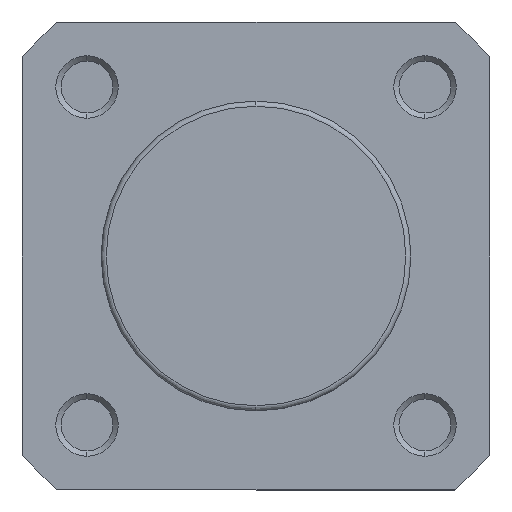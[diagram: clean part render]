
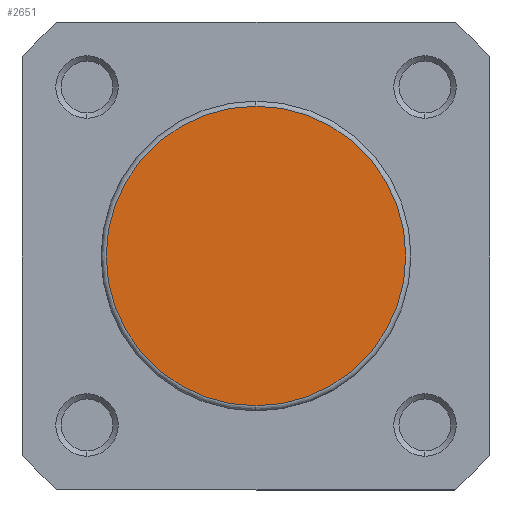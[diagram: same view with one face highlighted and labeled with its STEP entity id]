
A CAD part, left-side view. The second image highlights one B-rep face of the part: STEP entity #2651.
In plain terms, the highlighted planar face has unit normal (-1, 0, 0).
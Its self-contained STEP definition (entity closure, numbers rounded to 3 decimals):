
#66 = VERTEX_POINT ( 'NONE', #1188 ) ;
#68 = VERTEX_POINT ( 'NONE', #1190 ) ;
#286 = ORIENTED_EDGE ( 'NONE', *, *, #5898, .T. ) ;
#307 = ORIENTED_EDGE ( 'NONE', *, *, #5857, .T. ) ;
#430 = AXIS2_PLACEMENT_3D ( 'NONE', #5006, #5007, #5008 ) ;
#446 = AXIS2_PLACEMENT_3D ( 'NONE', #5100, #5108, #5109 ) ;
#1188 = CARTESIAN_POINT ( 'NONE',  ( 0., 0., 14.4 ) ) ;
#1190 = CARTESIAN_POINT ( 'NONE',  ( 0., 0., -14.4 ) ) ;
#2013 = CARTESIAN_POINT ( 'NONE',  ( 0., -14.9, 0. ) ) ;
#2014 = PLANE ( 'NONE',  #6260 ) ;
#2015 = DIRECTION ( 'NONE',  ( -1., 0., 0. ) ) ;
#2016 = DIRECTION ( 'NONE',  ( 0., 0., 1. ) ) ;
#2651 = ADVANCED_FACE ( 'NONE', ( #3709 ), #2014, .T. ) ;
#3362 = EDGE_LOOP ( 'NONE', ( #307, #286 ) ) ;
#3709 = FACE_OUTER_BOUND ( 'NONE', #3362, .T. ) ;
#4184 = CIRCLE ( 'NONE', #430, 14.4 ) ;
#4248 = CIRCLE ( 'NONE', #446, 14.4 ) ;
#5006 = CARTESIAN_POINT ( 'NONE',  ( 0., 0., 0. ) ) ;
#5007 = DIRECTION ( 'NONE',  ( -1., 0., 0. ) ) ;
#5008 = DIRECTION ( 'NONE',  ( 0., 0., 1. ) ) ;
#5100 = CARTESIAN_POINT ( 'NONE',  ( 0., 0., 0. ) ) ;
#5108 = DIRECTION ( 'NONE',  ( -1., 0., 0. ) ) ;
#5109 = DIRECTION ( 'NONE',  ( 0., 0., 1. ) ) ;
#5857 = EDGE_CURVE ( 'NONE', #66, #68, #4184, .T. ) ;
#5898 = EDGE_CURVE ( 'NONE', #68, #66, #4248, .T. ) ;
#6260 = AXIS2_PLACEMENT_3D ( 'NONE', #2013, #2015, #2016 ) ;
